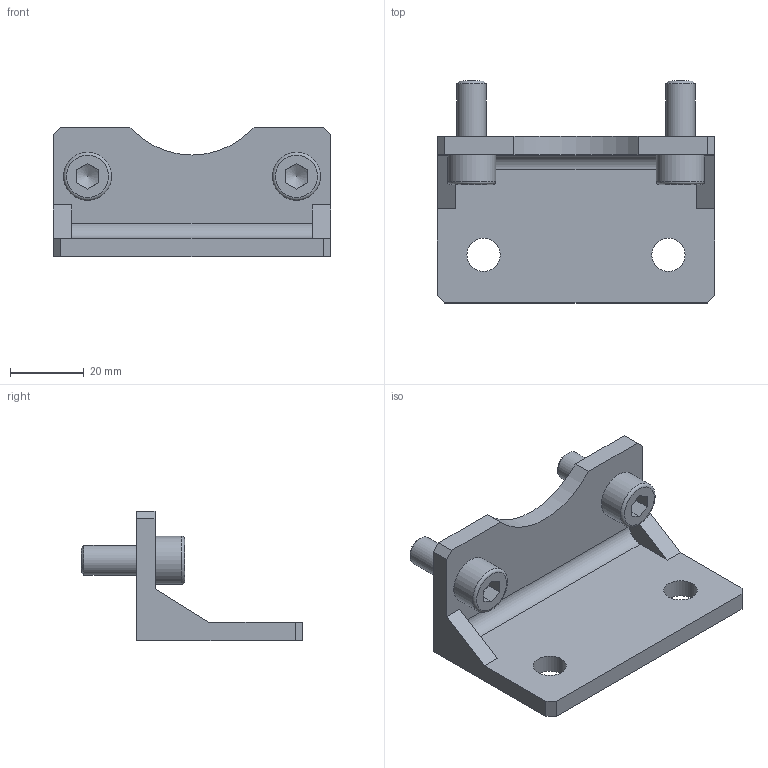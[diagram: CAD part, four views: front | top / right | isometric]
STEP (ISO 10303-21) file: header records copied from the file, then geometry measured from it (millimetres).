
FILE_DESCRIPTION(/* description */ (''),/* implementation_level */ '2;1');
FILE_NAME(/* name */ 'CAD_69608.stp',/* time_stamp */ '2016-06-22T10:22:28+02:00',/* author */ ('Hypex'),/* organization */ ('Hypex'),/* preprocessor_version */ 'ST-DEVELOPER v16.1',/* originating_system */ 'Autodesk Inventor 2016',/* authorisation */ '');
FILE_SCHEMA (('AUTOMOTIVE_DESIGN { 1 0 10303 214 3 1 1 }'));
Length unit declared in the file: millimetre
Products named in the file (1): CAD_69608
Bounding box: 75 x 60 x 35 mm (x, y, z)
Volume: 30629.3 mm3; surface area: 14553.3 mm2
Topology: 1 solids, 1 shells, 53 faces, 127 edges, 82 vertices
Faces by surface type: plane 35, cylinder 10, torus 4, cone 4
Full cylindrical faces by diameter (mm): 8 x2, 9 x4, 13 x2
Entity records: 1505 total; most frequent: CARTESIAN_POINT 267, DIRECTION 231, ORIENTED_EDGE 218, EDGE_CURVE 109, VERTEX_POINT 80, AXIS2_PLACEMENT_3D 80, EDGE_LOOP 79, LINE 71
